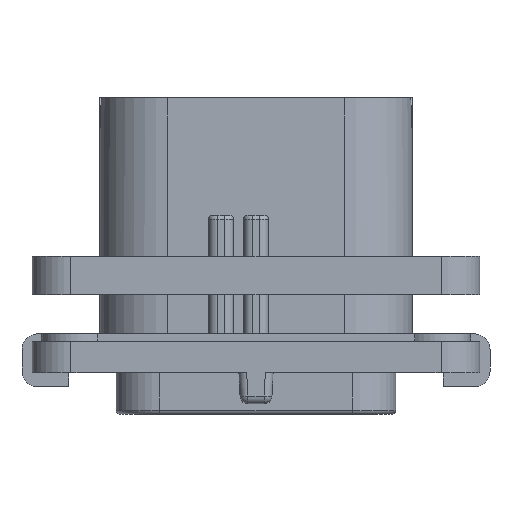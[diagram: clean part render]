
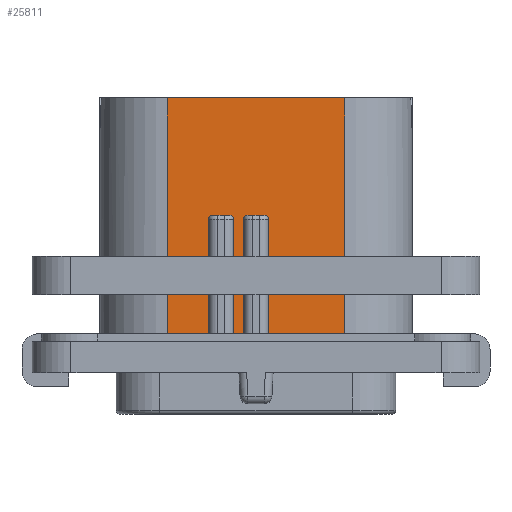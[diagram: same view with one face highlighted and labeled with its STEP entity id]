
A CAD part, front view. The second image highlights one B-rep face of the part: STEP entity #25811.
In plain terms, the highlighted planar face has unit normal (0, -1, 0).
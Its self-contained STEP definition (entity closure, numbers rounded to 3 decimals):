
#1176=DIRECTION('',(1.,0.,0.));
#1177=VECTOR('',#1176,11.4);
#1178=CARTESIAN_POINT('',(-5.7,-9.,17.67));
#1179=LINE('',#1178,#1177);
#5122=DIRECTION('',(1.,0.,0.));
#5123=VECTOR('',#5122,2.66);
#5124=CARTESIAN_POINT('',(-5.7,-9.,2.));
#5125=LINE('',#5124,#5123);
#5134=CARTESIAN_POINT('',(-2.79,-9.,9.87));
#5135=DIRECTION('',(0.,1.,0.));
#5136=DIRECTION('',(-1.,0.,0.));
#5137=AXIS2_PLACEMENT_3D('',#5134,#5135,#5136);
#5166=CARTESIAN_POINT('',(-1.69,-9.,9.87));
#5167=DIRECTION('',(0.,1.,0.));
#5168=DIRECTION('',(0.,0.,1.));
#5169=AXIS2_PLACEMENT_3D('',#5166,#5167,#5168);
#5179=DIRECTION('',(0.,0.,1.));
#5180=VECTOR('',#5179,7.87);
#5181=CARTESIAN_POINT('',(0.8,-9.,2.));
#5182=LINE('',#5181,#5180);
#5183=DIRECTION('',(1.,0.,0.));
#5184=VECTOR('',#5183,1.1);
#5185=CARTESIAN_POINT('',(-0.55,-9.,10.12));
#5186=LINE('',#5185,#5184);
#5187=DIRECTION('',(0.,0.,1.));
#5188=VECTOR('',#5187,7.87);
#5189=CARTESIAN_POINT('',(-0.8,-9.,2.));
#5190=LINE('',#5189,#5188);
#5191=DIRECTION('',(0.,0.,1.));
#5192=VECTOR('',#5191,7.87);
#5193=CARTESIAN_POINT('',(-1.44,-9.,2.));
#5194=LINE('',#5193,#5192);
#5195=DIRECTION('',(1.,0.,0.));
#5196=VECTOR('',#5195,1.1);
#5197=CARTESIAN_POINT('',(-2.79,-9.,10.12));
#5198=LINE('',#5197,#5196);
#5199=DIRECTION('',(0.,0.,1.));
#5200=VECTOR('',#5199,7.87);
#5201=CARTESIAN_POINT('',(-3.04,-9.,2.));
#5202=LINE('',#5201,#5200);
#5203=DIRECTION('',(0.,0.,-1.));
#5204=VECTOR('',#5203,15.67);
#5205=CARTESIAN_POINT('',(-5.7,-9.,17.67));
#5206=LINE('',#5205,#5204);
#5207=DIRECTION('',(0.,0.,-1.));
#5208=VECTOR('',#5207,15.67);
#5209=CARTESIAN_POINT('',(5.7,-9.,17.67));
#5210=LINE('',#5209,#5208);
#5224=CARTESIAN_POINT('',(0.55,-9.,9.87));
#5225=DIRECTION('',(0.,1.,0.));
#5226=DIRECTION('',(0.,0.,1.));
#5227=AXIS2_PLACEMENT_3D('',#5224,#5225,#5226);
#5266=CARTESIAN_POINT('',(-0.55,-9.,9.87));
#5267=DIRECTION('',(0.,1.,0.));
#5268=DIRECTION('',(-1.,0.,0.));
#5269=AXIS2_PLACEMENT_3D('',#5266,#5267,#5268);
#5357=DIRECTION('',(1.,0.,0.));
#5358=VECTOR('',#5357,4.9);
#5359=CARTESIAN_POINT('',(0.8,-9.,2.));
#5360=LINE('',#5359,#5358);
#9108=DIRECTION('',(1.,0.,0.));
#9109=VECTOR('',#9108,0.64);
#9110=CARTESIAN_POINT('',(-1.44,-9.,2.));
#9111=LINE('',#9110,#9109);
#16051=CARTESIAN_POINT('',(-5.7,-9.,17.67));
#16052=CARTESIAN_POINT('',(-5.7,-9.,2.));
#16053=VERTEX_POINT('',#16051);
#16054=VERTEX_POINT('',#16052);
#16055=CARTESIAN_POINT('',(5.7,-9.,17.67));
#16056=CARTESIAN_POINT('',(5.7,-9.,2.));
#16057=VERTEX_POINT('',#16055);
#16058=VERTEX_POINT('',#16056);
#16217=CARTESIAN_POINT('',(-3.04,-9.,2.));
#16218=VERTEX_POINT('',#16217);
#16219=CARTESIAN_POINT('',(-1.44,-9.,2.));
#16220=CARTESIAN_POINT('',(-0.8,-9.,2.));
#16221=VERTEX_POINT('',#16219);
#16222=VERTEX_POINT('',#16220);
#16223=CARTESIAN_POINT('',(0.8,-9.,2.));
#16224=VERTEX_POINT('',#16223);
#18684=CARTESIAN_POINT('',(-1.44,-9.,9.87));
#18686=VERTEX_POINT('',#18684);
#18688=CARTESIAN_POINT('',(-1.69,-9.,10.12));
#18690=VERTEX_POINT('',#18688);
#18711=CARTESIAN_POINT('',(-2.79,-9.,10.12));
#18712=VERTEX_POINT('',#18711);
#18713=CARTESIAN_POINT('',(-3.04,-9.,9.87));
#18714=VERTEX_POINT('',#18713);
#18716=CARTESIAN_POINT('',(0.8,-9.,9.87));
#18718=VERTEX_POINT('',#18716);
#18720=CARTESIAN_POINT('',(0.55,-9.,10.12));
#18722=VERTEX_POINT('',#18720);
#18723=CARTESIAN_POINT('',(-0.55,-9.,10.12));
#18725=VERTEX_POINT('',#18723);
#18727=CARTESIAN_POINT('',(-0.8,-9.,9.87));
#18729=VERTEX_POINT('',#18727);
#25781=CARTESIAN_POINT('',(-10.05,-9.,2.));
#25782=DIRECTION('',(0.,-1.,0.));
#25783=DIRECTION('',(1.,0.,0.));
#25784=AXIS2_PLACEMENT_3D('',#25781,#25782,#25783);
#25785=PLANE('',#25784);
#25787=ORIENTED_EDGE('',*,*,#25786,.T.);
#25789=ORIENTED_EDGE('',*,*,#25788,.F.);
#25791=ORIENTED_EDGE('',*,*,#25790,.F.);
#25793=ORIENTED_EDGE('',*,*,#25792,.F.);
#25795=ORIENTED_EDGE('',*,*,#25794,.F.);
#25797=ORIENTED_EDGE('',*,*,#25796,.F.);
#25798=ORIENTED_EDGE('',*,*,#25772,.T.);
#25799=ORIENTED_EDGE('',*,*,#25761,.F.);
#25800=ORIENTED_EDGE('',*,*,#25746,.F.);
#25801=ORIENTED_EDGE('',*,*,#25727,.F.);
#25802=ORIENTED_EDGE('',*,*,#25712,.F.);
#25803=ORIENTED_EDGE('',*,*,#25697,.F.);
#25804=ORIENTED_EDGE('',*,*,#20134,.F.);
#25805=ORIENTED_EDGE('',*,*,#20319,.T.);
#25806=ORIENTED_EDGE('',*,*,#20579,.T.);
#25808=ORIENTED_EDGE('',*,*,#25807,.F.);
#25809=EDGE_LOOP('',(#25787,#25789,#25791,#25793,#25795,#25797,#25798,#25799,
#25800,#25801,#25802,#25803,#25804,#25805,#25806,#25808));
#25810=FACE_OUTER_BOUND('',#25809,.F.);
#25811=ADVANCED_FACE('',(#25810),#25785,.T.);
#5138=CIRCLE('',#5137,0.25);
#5170=CIRCLE('',#5169,0.25);
#5228=CIRCLE('',#5227,0.25);
#5270=CIRCLE('',#5269,0.25);
#20134=EDGE_CURVE('',#16053,#16054,#5206,.T.);
#20319=EDGE_CURVE('',#16053,#16057,#1179,.T.);
#20579=EDGE_CURVE('',#16057,#16058,#5210,.T.);
#25697=EDGE_CURVE('',#16054,#16218,#5125,.T.);
#25712=EDGE_CURVE('',#16218,#18714,#5202,.T.);
#25727=EDGE_CURVE('',#18714,#18712,#5138,.T.);
#25746=EDGE_CURVE('',#18712,#18690,#5198,.T.);
#25761=EDGE_CURVE('',#18690,#18686,#5170,.T.);
#25772=EDGE_CURVE('',#16221,#18686,#5194,.T.);
#25786=EDGE_CURVE('',#16224,#18718,#5182,.T.);
#25788=EDGE_CURVE('',#18722,#18718,#5228,.T.);
#25790=EDGE_CURVE('',#18725,#18722,#5186,.T.);
#25792=EDGE_CURVE('',#18729,#18725,#5270,.T.);
#25794=EDGE_CURVE('',#16222,#18729,#5190,.T.);
#25796=EDGE_CURVE('',#16221,#16222,#9111,.T.);
#25807=EDGE_CURVE('',#16224,#16058,#5360,.T.);
